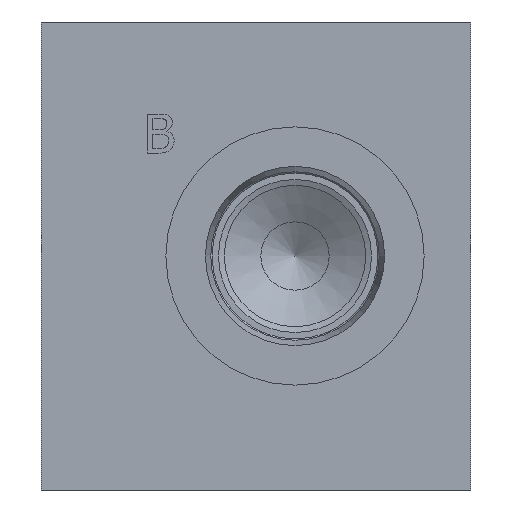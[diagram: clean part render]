
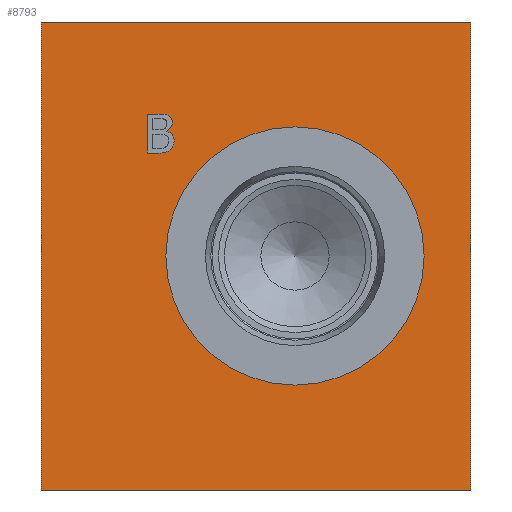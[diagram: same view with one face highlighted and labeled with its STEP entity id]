
A CAD part, front view. The second image highlights one B-rep face of the part: STEP entity #8793.
In plain terms, the highlighted planar face has unit normal (0, -1, 0).
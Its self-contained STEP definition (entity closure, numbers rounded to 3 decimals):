
#79=CIRCLE('',#9154,21.019);
#80=CIRCLE('',#9155,21.019);
#242=FACE_BOUND('',#1439,.T.);
#243=FACE_BOUND('',#1440,.T.);
#469=B_SPLINE_CURVE_WITH_KNOTS('',2,(#14498,#14499,#14500,#14501),
 .UNSPECIFIED.,.F.,.F.,(3,1,3),(0.,1.,2.),.UNSPECIFIED.);
#471=B_SPLINE_CURVE_WITH_KNOTS('',2,(#14525,#14526,#14527,#14528),
 .UNSPECIFIED.,.F.,.F.,(3,1,3),(0.,1.,2.),.UNSPECIFIED.);
#473=B_SPLINE_CURVE_WITH_KNOTS('',2,(#14544,#14545,#14546,#14547),
 .UNSPECIFIED.,.F.,.F.,(3,1,3),(0.,1.,2.),.UNSPECIFIED.);
#475=B_SPLINE_CURVE_WITH_KNOTS('',2,(#14563,#14564,#14565,#14566),
 .UNSPECIFIED.,.F.,.F.,(3,1,3),(0.,1.,2.),.UNSPECIFIED.);
#477=B_SPLINE_CURVE_WITH_KNOTS('',2,(#14600,#14601,#14602,#14603),
 .UNSPECIFIED.,.F.,.F.,(3,1,3),(0.,1.,2.),.UNSPECIFIED.);
#479=B_SPLINE_CURVE_WITH_KNOTS('',2,(#14618,#14619,#14620,#14621),
 .UNSPECIFIED.,.F.,.F.,(3,1,3),(0.,1.,2.),.UNSPECIFIED.);
#955=FACE_OUTER_BOUND('',#1438,.T.);
#1438=EDGE_LOOP('',(#7351,#7352,#7353,#7354));
#1439=EDGE_LOOP('',(#7355,#7356,#7357,#7358,#7359,#7360,#7361,#7362,#7363,
#7364));
#1440=EDGE_LOOP('',(#7365,#7366));
#1897=LINE('',#13315,#2773);
#2339=LINE('',#14512,#3215);
#2345=LINE('',#14575,#3221);
#2348=LINE('',#14581,#3224);
#2351=LINE('',#14587,#3227);
#2355=LINE('',#14629,#3231);
#2356=LINE('',#14631,#3232);
#2357=LINE('',#14632,#3233);
#2773=VECTOR('',#9914,10.);
#3215=VECTOR('',#10680,10.);
#3221=VECTOR('',#10688,10.);
#3224=VECTOR('',#10693,10.);
#3227=VECTOR('',#10698,10.);
#3231=VECTOR('',#10706,10.);
#3232=VECTOR('',#10707,10.);
#3233=VECTOR('',#10708,10.);
#3641=VERTEX_POINT('',#13308);
#3644=VERTEX_POINT('',#13313);
#3961=VERTEX_POINT('',#14496);
#3962=VERTEX_POINT('',#14497);
#3965=VERTEX_POINT('',#14511);
#3967=VERTEX_POINT('',#14524);
#3969=VERTEX_POINT('',#14543);
#3971=VERTEX_POINT('',#14562);
#3973=VERTEX_POINT('',#14574);
#3975=VERTEX_POINT('',#14580);
#3977=VERTEX_POINT('',#14586);
#3979=VERTEX_POINT('',#14599);
#3981=VERTEX_POINT('',#14628);
#3982=VERTEX_POINT('',#14630);
#3983=VERTEX_POINT('',#14633);
#3984=VERTEX_POINT('',#14634);
#4648=EDGE_CURVE('',#3641,#3644,#1897,.T.);
#5122=EDGE_CURVE('',#3961,#3962,#469,.T.);
#5126=EDGE_CURVE('',#3965,#3961,#2339,.T.);
#5129=EDGE_CURVE('',#3967,#3965,#471,.T.);
#5132=EDGE_CURVE('',#3969,#3967,#473,.T.);
#5135=EDGE_CURVE('',#3971,#3969,#475,.T.);
#5138=EDGE_CURVE('',#3973,#3971,#2345,.T.);
#5141=EDGE_CURVE('',#3975,#3973,#2348,.T.);
#5144=EDGE_CURVE('',#3977,#3975,#2351,.T.);
#5147=EDGE_CURVE('',#3979,#3977,#477,.T.);
#5150=EDGE_CURVE('',#3962,#3979,#479,.T.);
#5152=EDGE_CURVE('',#3981,#3641,#2355,.T.);
#5153=EDGE_CURVE('',#3982,#3644,#2356,.T.);
#5154=EDGE_CURVE('',#3981,#3982,#2357,.T.);
#5155=EDGE_CURVE('',#3983,#3984,#79,.T.);
#5156=EDGE_CURVE('',#3984,#3983,#80,.T.);
#7351=ORIENTED_EDGE('',*,*,#5152,.T.);
#7352=ORIENTED_EDGE('',*,*,#4648,.T.);
#7353=ORIENTED_EDGE('',*,*,#5153,.F.);
#7354=ORIENTED_EDGE('',*,*,#5154,.F.);
#7355=ORIENTED_EDGE('',*,*,#5122,.T.);
#7356=ORIENTED_EDGE('',*,*,#5150,.T.);
#7357=ORIENTED_EDGE('',*,*,#5147,.T.);
#7358=ORIENTED_EDGE('',*,*,#5144,.T.);
#7359=ORIENTED_EDGE('',*,*,#5141,.T.);
#7360=ORIENTED_EDGE('',*,*,#5138,.T.);
#7361=ORIENTED_EDGE('',*,*,#5135,.T.);
#7362=ORIENTED_EDGE('',*,*,#5132,.T.);
#7363=ORIENTED_EDGE('',*,*,#5129,.T.);
#7364=ORIENTED_EDGE('',*,*,#5126,.T.);
#7365=ORIENTED_EDGE('',*,*,#5155,.T.);
#7366=ORIENTED_EDGE('',*,*,#5156,.T.);
#8047=PLANE('',#9153);
#8793=ADVANCED_FACE('',(#955,#242,#243),#8047,.T.);
#9153=AXIS2_PLACEMENT_3D('',#14627,#10704,#10705);
#9154=AXIS2_PLACEMENT_3D('',#14635,#10709,#10710);
#9155=AXIS2_PLACEMENT_3D('',#14636,#10711,#10712);
#9914=DIRECTION('',(0.,0.,1.));
#10680=DIRECTION('',(0.,0.,-1.));
#10688=DIRECTION('',(1.,0.,0.));
#10693=DIRECTION('',(0.,0.,1.));
#10698=DIRECTION('',(-1.,0.,0.));
#10704=DIRECTION('center_axis',(0.,-1.,0.));
#10705=DIRECTION('ref_axis',(1.,0.,0.));
#10706=DIRECTION('',(1.,0.,0.));
#10707=DIRECTION('',(1.,0.,0.));
#10708=DIRECTION('',(0.,0.,1.));
#10709=DIRECTION('center_axis',(0.,1.,0.));
#10710=DIRECTION('ref_axis',(1.,0.,0.));
#10711=DIRECTION('center_axis',(0.,1.,0.));
#10712=DIRECTION('ref_axis',(1.,0.,0.));
#13308=CARTESIAN_POINT('',(69.85,0.,0.));
#13313=CARTESIAN_POINT('',(69.85,0.,76.2));
#13315=CARTESIAN_POINT('',(69.85,0.,0.));
#14496=CARTESIAN_POINT('',(20.399,0.,58.394));
#14497=CARTESIAN_POINT('',(21.587,0.,56.814));
#14498=CARTESIAN_POINT('Ctrl Pts',(20.399,0.,58.394));
#14499=CARTESIAN_POINT('Ctrl Pts',(20.965,0.,58.24));
#14500=CARTESIAN_POINT('Ctrl Pts',(21.587,0.,57.421));
#14501=CARTESIAN_POINT('Ctrl Pts',(21.587,0.,56.814));
#14511=CARTESIAN_POINT('',(20.399,0.,58.425));
#14512=CARTESIAN_POINT('',(20.399,0.,29.212));
#14524=CARTESIAN_POINT('',(21.289,0.,59.783));
#14525=CARTESIAN_POINT('Ctrl Pts',(21.289,0.,59.783));
#14526=CARTESIAN_POINT('Ctrl Pts',(21.289,0.,59.336));
#14527=CARTESIAN_POINT('Ctrl Pts',(20.815,0.,58.626));
#14528=CARTESIAN_POINT('Ctrl Pts',(20.399,0.,58.425));
#14543=CARTESIAN_POINT('',(20.63,0.,60.957));
#14544=CARTESIAN_POINT('Ctrl Pts',(20.63,0.,60.957));
#14545=CARTESIAN_POINT('Ctrl Pts',(20.975,0.,60.777));
#14546=CARTESIAN_POINT('Ctrl Pts',(21.289,0.,60.185));
#14547=CARTESIAN_POINT('Ctrl Pts',(21.289,0.,59.783));
#14562=CARTESIAN_POINT('',(18.963,0.,61.214));
#14563=CARTESIAN_POINT('Ctrl Pts',(18.963,0.,61.214));
#14564=CARTESIAN_POINT('Ctrl Pts',(19.642,0.,61.214));
#14565=CARTESIAN_POINT('Ctrl Pts',(20.321,0.,61.127));
#14566=CARTESIAN_POINT('Ctrl Pts',(20.63,0.,60.957));
#14574=CARTESIAN_POINT('',(17.28,0.,61.214));
#14575=CARTESIAN_POINT('',(8.64,0.,61.214));
#14580=CARTESIAN_POINT('',(17.28,0.,54.864));
#14581=CARTESIAN_POINT('',(17.28,0.,27.432));
#14586=CARTESIAN_POINT('',(19.102,0.,54.864));
#14587=CARTESIAN_POINT('',(9.551,0.,54.864));
#14599=CARTESIAN_POINT('',(20.929,0.,55.379));
#14600=CARTESIAN_POINT('Ctrl Pts',(20.929,0.,55.379));
#14601=CARTESIAN_POINT('Ctrl Pts',(20.568,0.,55.101));
#14602=CARTESIAN_POINT('Ctrl Pts',(19.75,0.,54.864));
#14603=CARTESIAN_POINT('Ctrl Pts',(19.102,0.,54.864));
#14618=CARTESIAN_POINT('Ctrl Pts',(21.587,0.,56.814));
#14619=CARTESIAN_POINT('Ctrl Pts',(21.587,0.,56.341));
#14620=CARTESIAN_POINT('Ctrl Pts',(21.227,0.,55.615));
#14621=CARTESIAN_POINT('Ctrl Pts',(20.929,0.,55.379));
#14627=CARTESIAN_POINT('Origin',(0.,0.,0.));
#14628=CARTESIAN_POINT('',(0.,0.,0.));
#14629=CARTESIAN_POINT('',(0.,0.,0.));
#14630=CARTESIAN_POINT('',(0.,0.,76.2));
#14631=CARTESIAN_POINT('',(0.,0.,76.2));
#14632=CARTESIAN_POINT('',(0.,0.,0.));
#14633=CARTESIAN_POINT('',(62.294,0.,38.1));
#14634=CARTESIAN_POINT('',(20.257,0.,38.1));
#14635=CARTESIAN_POINT('Origin',(41.275,0.,38.1));
#14636=CARTESIAN_POINT('Origin',(41.275,0.,38.1));
